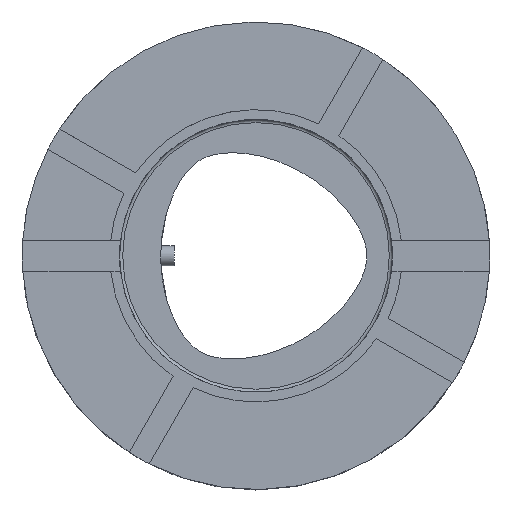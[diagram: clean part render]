
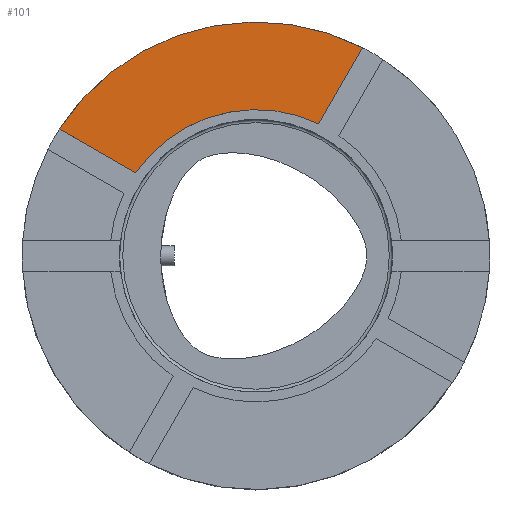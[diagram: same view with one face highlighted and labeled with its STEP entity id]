
A CAD part, top view. The second image highlights one B-rep face of the part: STEP entity #101.
In plain terms, the highlighted planar face has unit normal (0, 0, 1).
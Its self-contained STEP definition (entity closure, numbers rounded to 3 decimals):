
#101=ADVANCED_FACE('',(#179),#146,.T.);
#146=PLANE('',#876);
#179=FACE_OUTER_BOUND('',#212,.T.);
#212=EDGE_LOOP('',(#337,#338,#339,#340));
#280=CIRCLE('',#874,37.5);
#281=CIRCLE('',#875,60.);
#337=ORIENTED_EDGE('',*,*,#627,.F.);
#338=ORIENTED_EDGE('',*,*,#628,.T.);
#339=ORIENTED_EDGE('',*,*,#629,.T.);
#340=ORIENTED_EDGE('',*,*,#630,.F.);
#547=VERTEX_POINT('',#1240);
#548=VERTEX_POINT('',#1241);
#549=VERTEX_POINT('',#1243);
#550=VERTEX_POINT('',#1245);
#627=EDGE_CURVE('',#547,#548,#726,.T.);
#628=EDGE_CURVE('',#547,#549,#280,.T.);
#629=EDGE_CURVE('',#549,#550,#727,.T.);
#630=EDGE_CURVE('',#548,#550,#281,.T.);
#726=LINE('',#1239,#782);
#727=LINE('',#1244,#783);
#782=VECTOR('',#997,1.);
#783=VECTOR('',#1000,1.);
#874=AXIS2_PLACEMENT_3D('',#1242,#998,#999);
#875=AXIS2_PLACEMENT_3D('',#1246,#1001,#1002);
#876=AXIS2_PLACEMENT_3D('',#1247,#1003,#1004);
#997=DIRECTION('',(-0.866,0.5,0.));
#998=DIRECTION('',(0.,0.,-1.));
#999=DIRECTION('',(-1.,0.,0.));
#1000=DIRECTION('',(0.5,0.866,0.));
#1001=DIRECTION('',(0.,0.,-1.));
#1002=DIRECTION('',(-1.,0.,0.));
#1003=DIRECTION('',(0.,0.,1.));
#1004=DIRECTION('',(1.,0.,0.));
#1239=CARTESIAN_POINT('',(1.5,2.598,63.));
#1240=CARTESIAN_POINT('',(-30.872,21.288,63.));
#1241=CARTESIAN_POINT('',(-50.397,32.561,63.));
#1242=CARTESIAN_POINT('',(0.,0.,63.));
#1243=CARTESIAN_POINT('',(16.092,33.872,63.));
#1244=CARTESIAN_POINT('',(-2.598,1.5,63.));
#1245=CARTESIAN_POINT('',(27.364,53.397,63.));
#1246=CARTESIAN_POINT('',(0.,0.,63.));
#1247=CARTESIAN_POINT('',(60.,0.,63.));
